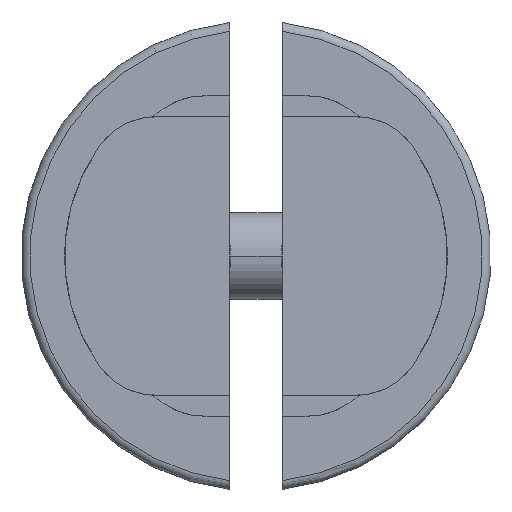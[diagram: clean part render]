
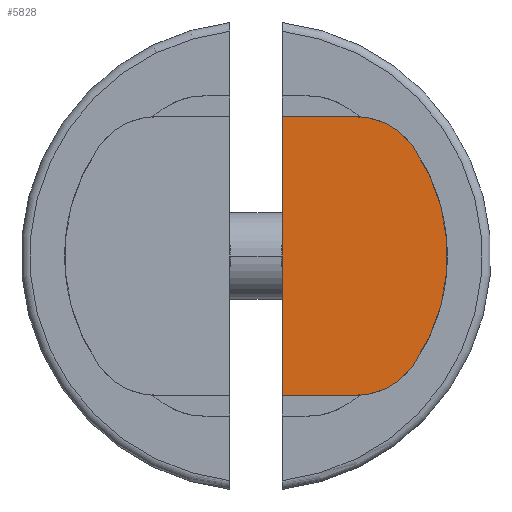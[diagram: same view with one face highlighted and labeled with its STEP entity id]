
A CAD part, left-side view. The second image highlights one B-rep face of the part: STEP entity #5828.
In plain terms, the highlighted planar face has unit normal (-1, 0, 0).
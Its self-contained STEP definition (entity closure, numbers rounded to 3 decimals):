
#81 = VERTEX_POINT ( 'NONE', #5680 ) ;
#124 = CARTESIAN_POINT ( 'NONE',  ( -4.5, -1.5, -8. ) ) ;
#318 = VERTEX_POINT ( 'NONE', #6074 ) ;
#355 = LINE ( 'NONE', #5399, #3758 ) ;
#500 = CARTESIAN_POINT ( 'NONE',  ( -4.5, -5.745, 4. ) ) ;
#510 = CIRCLE ( 'NONE', #3156, 11. ) ;
#751 = EDGE_CURVE ( 'NONE', #318, #3280, #355, .T. ) ;
#835 = PLANE ( 'NONE',  #3754 ) ;
#912 = EDGE_CURVE ( 'NONE', #4920, #81, #2611, .T. ) ;
#1014 = ORIENTED_EDGE ( 'NONE', *, *, #2913, .F. ) ;
#1265 = DIRECTION ( 'NONE',  ( 0., 1., 0. ) ) ;
#1454 = DIRECTION ( 'NONE',  ( 0., -1., 0. ) ) ;
#1572 = VECTOR ( 'NONE', #2148, 1000. ) ;
#1635 = CARTESIAN_POINT ( 'NONE',  ( -4.5, -5.745, -4. ) ) ;
#1655 = CARTESIAN_POINT ( 'NONE',  ( -4.5, -9.027, 6.286 ) ) ;
#1785 = CIRCLE ( 'NONE', #4953, 4. ) ;
#2055 = EDGE_CURVE ( 'NONE', #81, #318, #4665, .T. ) ;
#2148 = DIRECTION ( 'NONE',  ( 0., 0., 1. ) ) ;
#2354 = DIRECTION ( 'NONE',  ( 1., 0., 0. ) ) ;
#2360 = CARTESIAN_POINT ( 'NONE',  ( -4.5, 0., 0. ) ) ;
#2441 = CARTESIAN_POINT ( 'NONE',  ( -4.5, -5.745, 8. ) ) ;
#2611 = LINE ( 'NONE', #6162, #3023 ) ;
#2716 = ORIENTED_EDGE ( 'NONE', *, *, #3888, .F. ) ;
#2775 = EDGE_CURVE ( 'NONE', #3280, #3125, #1785, .T. ) ;
#2823 = CARTESIAN_POINT ( 'NONE',  ( -4.5, -5.745, -8. ) ) ;
#2913 = EDGE_CURVE ( 'NONE', #3125, #5003, #510, .T. ) ;
#2920 = CARTESIAN_POINT ( 'NONE',  ( -4.5, -9.027, -6.286 ) ) ;
#2990 = DIRECTION ( 'NONE',  ( 1., 0., 0. ) ) ;
#3023 = VECTOR ( 'NONE', #4091, 1000. ) ;
#3125 = VERTEX_POINT ( 'NONE', #1655 ) ;
#3155 = DIRECTION ( 'NONE',  ( 0., -0.821, 0.571 ) ) ;
#3156 = AXIS2_PLACEMENT_3D ( 'NONE', #5639, #2354, #3155 ) ;
#3280 = VERTEX_POINT ( 'NONE', #2441 ) ;
#3286 = DIRECTION ( 'NONE',  ( 0., -0.821, -0.571 ) ) ;
#3398 = ORIENTED_EDGE ( 'NONE', *, *, #751, .F. ) ;
#3754 = AXIS2_PLACEMENT_3D ( 'NONE', #2360, #5870, #1265 ) ;
#3758 = VECTOR ( 'NONE', #1454, 1000. ) ;
#3888 = EDGE_CURVE ( 'NONE', #5003, #4920, #4968, .T. ) ;
#3979 = DIRECTION ( 'NONE',  ( 0., 0., 1. ) ) ;
#4091 = DIRECTION ( 'NONE',  ( 0., 1., 0. ) ) ;
#4665 = LINE ( 'NONE', #124, #1572 ) ;
#4920 = VERTEX_POINT ( 'NONE', #2823 ) ;
#4953 = AXIS2_PLACEMENT_3D ( 'NONE', #500, #2990, #3979 ) ;
#4968 = CIRCLE ( 'NONE', #6036, 4. ) ;
#5003 = VERTEX_POINT ( 'NONE', #2920 ) ;
#5175 = DIRECTION ( 'NONE',  ( 1., 0., 0. ) ) ;
#5399 = CARTESIAN_POINT ( 'NONE',  ( -4.5, -1.5, 8. ) ) ;
#5516 = EDGE_LOOP ( 'NONE', ( #3398, #6399, #5634, #2716, #1014, #5542 ) ) ;
#5542 = ORIENTED_EDGE ( 'NONE', *, *, #2775, .F. ) ;
#5634 = ORIENTED_EDGE ( 'NONE', *, *, #912, .F. ) ;
#5639 = CARTESIAN_POINT ( 'NONE',  ( -4.5, 0., 0. ) ) ;
#5680 = CARTESIAN_POINT ( 'NONE',  ( -4.5, -1.5, -8. ) ) ;
#5828 = ADVANCED_FACE ( 'NONE', ( #5837 ), #835, .F. ) ;
#5837 = FACE_OUTER_BOUND ( 'NONE', #5516, .T. ) ;
#5870 = DIRECTION ( 'NONE',  ( 1., 0., 0. ) ) ;
#6036 = AXIS2_PLACEMENT_3D ( 'NONE', #1635, #5175, #3286 ) ;
#6074 = CARTESIAN_POINT ( 'NONE',  ( -4.5, -1.5, 8. ) ) ;
#6162 = CARTESIAN_POINT ( 'NONE',  ( -4.5, -5.745, -8. ) ) ;
#6399 = ORIENTED_EDGE ( 'NONE', *, *, #2055, .F. ) ;
